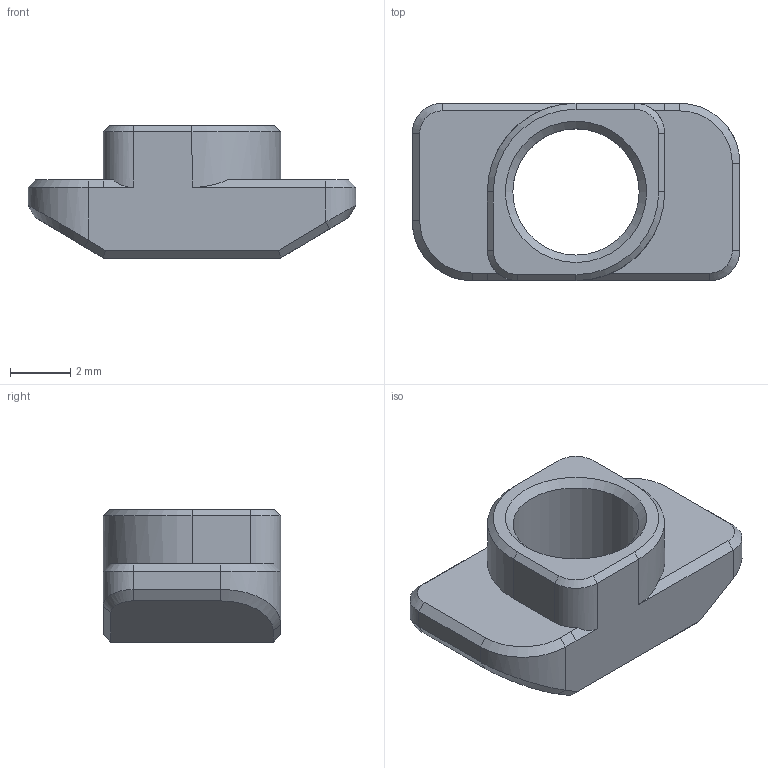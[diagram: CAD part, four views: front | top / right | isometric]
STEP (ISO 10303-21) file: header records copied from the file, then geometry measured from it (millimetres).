
FILE_DESCRIPTION(('FreeCAD Model'),'2;1');
FILE_NAME('Open CASCADE Shape Model','2024-05-18T18:32:20',(''),(''), 'Open CASCADE STEP processor 7.6','FreeCAD','Unknown');
FILE_SCHEMA(('AP242_MANAGED_MODEL_BASED_3D_ENGINEERING_MIM_LF. {1 0 10303 442 1 1 4 }'));
Length unit declared in the file: millimetre
Products named in the file (1): Body
Bounding box: 10.9 x 5.9 x 4.4 mm (x, y, z)
Volume: 133.4 mm3; surface area: 241.7 mm2
Topology: 1 solids, 1 shells, 55 faces, 133 edges, 80 vertices
Faces by surface type: plane 32, cone 10, cylinder 9, bspline 4
Full cylindrical faces by diameter (mm): 4.2 x1
Entity records: 3513 total; most frequent: CARTESIAN_POINT 841, DIRECTION 486, LINE 321, VECTOR 321, ORIENTED_EDGE 266, PCURVE 266, DEFINITIONAL_REPRESENTATION 266, EDGE_CURVE 133
